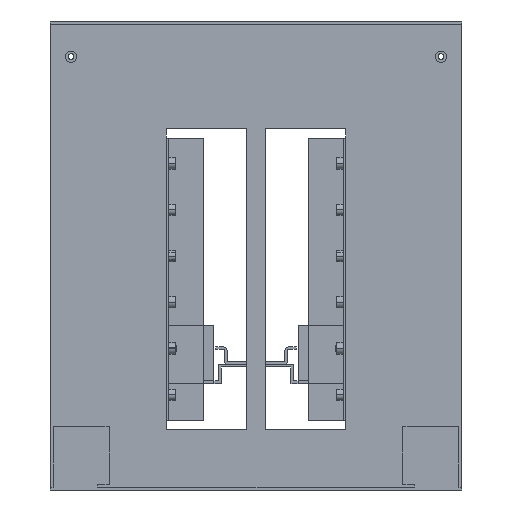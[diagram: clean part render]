
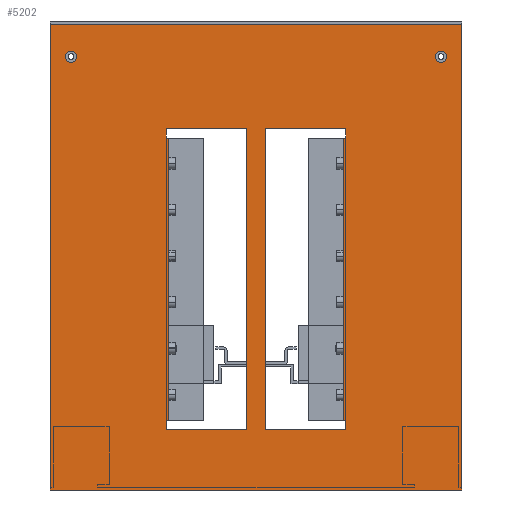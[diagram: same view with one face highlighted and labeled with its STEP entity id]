
A CAD part, left-side view. The second image highlights one B-rep face of the part: STEP entity #5202.
In plain terms, the highlighted planar face has unit normal (-1, 0, 0).
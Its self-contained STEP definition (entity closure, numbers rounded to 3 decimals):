
#5100=AXIS2_PLACEMENT_3D('Plane Axis2P3D',#5097,#5098,#5099) ;
#5110=AXIS2_PLACEMENT_3D('Circle Axis2P3D',#5108,#5109,$) ;
#5119=AXIS2_PLACEMENT_3D('Circle Axis2P3D',#5117,#5118,$) ;
#5186=AXIS2_PLACEMENT_3D('Circle Axis2P3D',#5184,#5185,$) ;
#5195=AXIS2_PLACEMENT_3D('Circle Axis2P3D',#5193,#5194,$) ;
#1575=CARTESIAN_POINT('Vertex',(20.5,177.8,201.2)) ;
#1617=CARTESIAN_POINT('Vertex',(20.5,177.8,0.)) ;
#1620=CARTESIAN_POINT('Line Origine',(20.5,177.8,100.6)) ;
#1880=CARTESIAN_POINT('Vertex',(20.5,0.,201.2)) ;
#1883=CARTESIAN_POINT('Line Origine',(20.5,0.,100.6)) ;
#1887=CARTESIAN_POINT('Vertex',(20.5,0.,0.)) ;
#2496=CARTESIAN_POINT('Vertex',(20.5,92.8,26.2)) ;
#2499=CARTESIAN_POINT('Line Origine',(20.5,92.8,91.2)) ;
#2503=CARTESIAN_POINT('Vertex',(20.5,92.8,156.2)) ;
#2524=CARTESIAN_POINT('Line Origine',(20.5,110.3,156.2)) ;
#2528=CARTESIAN_POINT('Vertex',(20.5,127.8,156.2)) ;
#2549=CARTESIAN_POINT('Line Origine',(20.5,127.8,154.2)) ;
#2553=CARTESIAN_POINT('Vertex',(20.5,127.8,152.2)) ;
#2713=CARTESIAN_POINT('Vertex',(20.5,127.8,30.2)) ;
#2716=CARTESIAN_POINT('Line Origine',(20.5,127.8,28.2)) ;
#2720=CARTESIAN_POINT('Vertex',(20.5,127.8,26.2)) ;
#2741=CARTESIAN_POINT('Line Origine',(20.5,110.3,26.2)) ;
#2763=CARTESIAN_POINT('Vertex',(20.5,85.,156.2)) ;
#2766=CARTESIAN_POINT('Line Origine',(20.5,85.,91.2)) ;
#2770=CARTESIAN_POINT('Vertex',(20.5,85.,26.2)) ;
#2791=CARTESIAN_POINT('Line Origine',(20.5,67.5,26.2)) ;
#2795=CARTESIAN_POINT('Vertex',(20.5,50.,26.2)) ;
#2816=CARTESIAN_POINT('Line Origine',(20.5,50.,28.2)) ;
#2820=CARTESIAN_POINT('Vertex',(20.5,50.,30.2)) ;
#2980=CARTESIAN_POINT('Vertex',(20.5,50.,152.2)) ;
#2983=CARTESIAN_POINT('Line Origine',(20.5,50.,154.2)) ;
#2987=CARTESIAN_POINT('Vertex',(20.5,50.,156.2)) ;
#3008=CARTESIAN_POINT('Line Origine',(20.5,67.5,156.2)) ;
#4656=CARTESIAN_POINT('Line Origine',(20.5,88.9,201.2)) ;
#5084=CARTESIAN_POINT('Line Origine',(20.5,88.9,0.)) ;
#5097=CARTESIAN_POINT('Axis2P3D Location',(20.5,177.8,1.2)) ;
#5108=CARTESIAN_POINT('Axis2P3D Location',(20.5,168.9,187.4)) ;
#5112=CARTESIAN_POINT('Vertex',(20.5,171.35,187.4)) ;
#5114=CARTESIAN_POINT('Vertex',(20.5,166.45,187.4)) ;
#5117=CARTESIAN_POINT('Axis2P3D Location',(20.5,168.9,187.4)) ;
#5126=CARTESIAN_POINT('Line Origine',(20.5,50.6,152.2)) ;
#5130=CARTESIAN_POINT('Vertex',(20.5,51.2,152.2)) ;
#5133=CARTESIAN_POINT('Line Origine',(20.5,51.2,91.2)) ;
#5137=CARTESIAN_POINT('Vertex',(20.5,51.2,30.2)) ;
#5140=CARTESIAN_POINT('Line Origine',(20.5,50.6,30.2)) ;
#5155=CARTESIAN_POINT('Line Origine',(20.5,127.2,30.2)) ;
#5159=CARTESIAN_POINT('Vertex',(20.5,126.6,30.2)) ;
#5162=CARTESIAN_POINT('Line Origine',(20.5,126.6,91.2)) ;
#5166=CARTESIAN_POINT('Vertex',(20.5,126.6,152.2)) ;
#5169=CARTESIAN_POINT('Line Origine',(20.5,127.2,152.2)) ;
#5184=CARTESIAN_POINT('Axis2P3D Location',(20.5,8.9,187.4)) ;
#5188=CARTESIAN_POINT('Vertex',(20.5,6.45,187.4)) ;
#5190=CARTESIAN_POINT('Vertex',(20.5,11.35,187.4)) ;
#5193=CARTESIAN_POINT('Axis2P3D Location',(20.5,8.9,187.4)) ;
#1621=DIRECTION('Vector Direction',(0.,0.,1.)) ;
#1884=DIRECTION('Vector Direction',(0.,0.,-1.)) ;
#2500=DIRECTION('Vector Direction',(0.,0.,-1.)) ;
#2525=DIRECTION('Vector Direction',(0.,-1.,0.)) ;
#2550=DIRECTION('Vector Direction',(0.,0.,1.)) ;
#2717=DIRECTION('Vector Direction',(0.,0.,1.)) ;
#2742=DIRECTION('Vector Direction',(0.,1.,0.)) ;
#2767=DIRECTION('Vector Direction',(0.,0.,1.)) ;
#2792=DIRECTION('Vector Direction',(0.,1.,0.)) ;
#2817=DIRECTION('Vector Direction',(0.,0.,-1.)) ;
#2984=DIRECTION('Vector Direction',(0.,0.,-1.)) ;
#3009=DIRECTION('Vector Direction',(0.,-1.,0.)) ;
#4657=DIRECTION('Vector Direction',(0.,1.,0.)) ;
#5085=DIRECTION('Vector Direction',(0.,-1.,0.)) ;
#5098=DIRECTION('Axis2P3D Direction',(1.,0.,0.)) ;
#5099=DIRECTION('Axis2P3D XDirection',(0.,1.,0.)) ;
#5109=DIRECTION('Axis2P3D Direction',(1.,0.,0.)) ;
#5118=DIRECTION('Axis2P3D Direction',(1.,0.,0.)) ;
#5127=DIRECTION('Vector Direction',(0.,-1.,0.)) ;
#5134=DIRECTION('Vector Direction',(0.,0.,-1.)) ;
#5141=DIRECTION('Vector Direction',(0.,1.,0.)) ;
#5156=DIRECTION('Vector Direction',(0.,1.,0.)) ;
#5163=DIRECTION('Vector Direction',(0.,0.,1.)) ;
#5170=DIRECTION('Vector Direction',(0.,-1.,0.)) ;
#5185=DIRECTION('Axis2P3D Direction',(1.,0.,0.)) ;
#5194=DIRECTION('Axis2P3D Direction',(1.,0.,0.)) ;
#1622=VECTOR('Line Direction',#1621,1.) ;
#1885=VECTOR('Line Direction',#1884,1.) ;
#2501=VECTOR('Line Direction',#2500,1.) ;
#2526=VECTOR('Line Direction',#2525,1.) ;
#2551=VECTOR('Line Direction',#2550,1.) ;
#2718=VECTOR('Line Direction',#2717,1.) ;
#2743=VECTOR('Line Direction',#2742,1.) ;
#2768=VECTOR('Line Direction',#2767,1.) ;
#2793=VECTOR('Line Direction',#2792,1.) ;
#2818=VECTOR('Line Direction',#2817,1.) ;
#2985=VECTOR('Line Direction',#2984,1.) ;
#3010=VECTOR('Line Direction',#3009,1.) ;
#4658=VECTOR('Line Direction',#4657,1.) ;
#5086=VECTOR('Line Direction',#5085,1.) ;
#5128=VECTOR('Line Direction',#5127,1.) ;
#5135=VECTOR('Line Direction',#5134,1.) ;
#5142=VECTOR('Line Direction',#5141,1.) ;
#5157=VECTOR('Line Direction',#5156,1.) ;
#5164=VECTOR('Line Direction',#5163,1.) ;
#5171=VECTOR('Line Direction',#5170,1.) ;
#5103=ORIENTED_EDGE('',*,*,#1624,.F.) ;
#5104=ORIENTED_EDGE('',*,*,#5088,.T.) ;
#5105=ORIENTED_EDGE('',*,*,#1889,.F.) ;
#5106=ORIENTED_EDGE('',*,*,#4660,.T.) ;
#5123=ORIENTED_EDGE('',*,*,#5116,.F.) ;
#5124=ORIENTED_EDGE('',*,*,#5121,.F.) ;
#5146=ORIENTED_EDGE('',*,*,#3012,.T.) ;
#5147=ORIENTED_EDGE('',*,*,#2989,.T.) ;
#5148=ORIENTED_EDGE('',*,*,#5132,.T.) ;
#5149=ORIENTED_EDGE('',*,*,#5139,.T.) ;
#5150=ORIENTED_EDGE('',*,*,#5144,.T.) ;
#5151=ORIENTED_EDGE('',*,*,#2822,.T.) ;
#5152=ORIENTED_EDGE('',*,*,#2797,.T.) ;
#5153=ORIENTED_EDGE('',*,*,#2772,.T.) ;
#5175=ORIENTED_EDGE('',*,*,#2722,.T.) ;
#5176=ORIENTED_EDGE('',*,*,#5161,.T.) ;
#5177=ORIENTED_EDGE('',*,*,#5168,.T.) ;
#5178=ORIENTED_EDGE('',*,*,#5173,.T.) ;
#5179=ORIENTED_EDGE('',*,*,#2555,.T.) ;
#5180=ORIENTED_EDGE('',*,*,#2530,.T.) ;
#5181=ORIENTED_EDGE('',*,*,#2505,.T.) ;
#5182=ORIENTED_EDGE('',*,*,#2745,.T.) ;
#5199=ORIENTED_EDGE('',*,*,#5192,.F.) ;
#5200=ORIENTED_EDGE('',*,*,#5197,.F.) ;
#5125=FACE_BOUND('',#5122,.T.) ;
#5154=FACE_BOUND('',#5145,.T.) ;
#5183=FACE_BOUND('',#5174,.T.) ;
#5201=FACE_BOUND('',#5198,.T.) ;
#5202=ADVANCED_FACE('RAHMEN_1',(#5107,#5125,#5154,#5183,#5201),#5101,.F.) ;
#5111=CIRCLE('generated circle',#5110,2.45) ;
#5120=CIRCLE('generated circle',#5119,2.45) ;
#5187=CIRCLE('generated circle',#5186,2.45) ;
#5196=CIRCLE('generated circle',#5195,2.45) ;
#1624=EDGE_CURVE('',#1618,#1576,#1623,.T.) ;
#1889=EDGE_CURVE('',#1881,#1888,#1886,.T.) ;
#2505=EDGE_CURVE('',#2504,#2497,#2502,.T.) ;
#2530=EDGE_CURVE('',#2529,#2504,#2527,.T.) ;
#2555=EDGE_CURVE('',#2554,#2529,#2552,.T.) ;
#2722=EDGE_CURVE('',#2721,#2714,#2719,.T.) ;
#2745=EDGE_CURVE('',#2497,#2721,#2744,.T.) ;
#2772=EDGE_CURVE('',#2771,#2764,#2769,.T.) ;
#2797=EDGE_CURVE('',#2796,#2771,#2794,.T.) ;
#2822=EDGE_CURVE('',#2821,#2796,#2819,.T.) ;
#2989=EDGE_CURVE('',#2988,#2981,#2986,.T.) ;
#3012=EDGE_CURVE('',#2764,#2988,#3011,.T.) ;
#4660=EDGE_CURVE('',#1881,#1576,#4659,.T.) ;
#5088=EDGE_CURVE('',#1618,#1888,#5087,.T.) ;
#5116=EDGE_CURVE('',#5113,#5115,#5111,.F.) ;
#5121=EDGE_CURVE('',#5115,#5113,#5120,.F.) ;
#5132=EDGE_CURVE('',#2981,#5131,#5129,.F.) ;
#5139=EDGE_CURVE('',#5131,#5138,#5136,.T.) ;
#5144=EDGE_CURVE('',#5138,#2821,#5143,.F.) ;
#5161=EDGE_CURVE('',#2714,#5160,#5158,.F.) ;
#5168=EDGE_CURVE('',#5160,#5167,#5165,.T.) ;
#5173=EDGE_CURVE('',#5167,#2554,#5172,.F.) ;
#5192=EDGE_CURVE('',#5189,#5191,#5187,.F.) ;
#5197=EDGE_CURVE('',#5191,#5189,#5196,.F.) ;
#5102=EDGE_LOOP('',(#5103,#5104,#5105,#5106)) ;
#5122=EDGE_LOOP('',(#5123,#5124)) ;
#5145=EDGE_LOOP('',(#5146,#5147,#5148,#5149,#5150,#5151,#5152,#5153)) ;
#5174=EDGE_LOOP('',(#5175,#5176,#5177,#5178,#5179,#5180,#5181,#5182)) ;
#5198=EDGE_LOOP('',(#5199,#5200)) ;
#5107=FACE_OUTER_BOUND('',#5102,.T.) ;
#1623=LINE('Line',#1620,#1622) ;
#1886=LINE('Line',#1883,#1885) ;
#2502=LINE('Line',#2499,#2501) ;
#2527=LINE('Line',#2524,#2526) ;
#2552=LINE('Line',#2549,#2551) ;
#2719=LINE('Line',#2716,#2718) ;
#2744=LINE('Line',#2741,#2743) ;
#2769=LINE('Line',#2766,#2768) ;
#2794=LINE('Line',#2791,#2793) ;
#2819=LINE('Line',#2816,#2818) ;
#2986=LINE('Line',#2983,#2985) ;
#3011=LINE('Line',#3008,#3010) ;
#4659=LINE('Line',#4656,#4658) ;
#5087=LINE('Line',#5084,#5086) ;
#5129=LINE('Line',#5126,#5128) ;
#5136=LINE('Line',#5133,#5135) ;
#5143=LINE('Line',#5140,#5142) ;
#5158=LINE('Line',#5155,#5157) ;
#5165=LINE('Line',#5162,#5164) ;
#5172=LINE('Line',#5169,#5171) ;
#5101=PLANE('',#5100) ;
#1576=VERTEX_POINT('',#1575) ;
#1618=VERTEX_POINT('',#1617) ;
#1881=VERTEX_POINT('',#1880) ;
#1888=VERTEX_POINT('',#1887) ;
#2497=VERTEX_POINT('',#2496) ;
#2504=VERTEX_POINT('',#2503) ;
#2529=VERTEX_POINT('',#2528) ;
#2554=VERTEX_POINT('',#2553) ;
#2714=VERTEX_POINT('',#2713) ;
#2721=VERTEX_POINT('',#2720) ;
#2764=VERTEX_POINT('',#2763) ;
#2771=VERTEX_POINT('',#2770) ;
#2796=VERTEX_POINT('',#2795) ;
#2821=VERTEX_POINT('',#2820) ;
#2981=VERTEX_POINT('',#2980) ;
#2988=VERTEX_POINT('',#2987) ;
#5113=VERTEX_POINT('',#5112) ;
#5115=VERTEX_POINT('',#5114) ;
#5131=VERTEX_POINT('',#5130) ;
#5138=VERTEX_POINT('',#5137) ;
#5160=VERTEX_POINT('',#5159) ;
#5167=VERTEX_POINT('',#5166) ;
#5189=VERTEX_POINT('',#5188) ;
#5191=VERTEX_POINT('',#5190) ;
